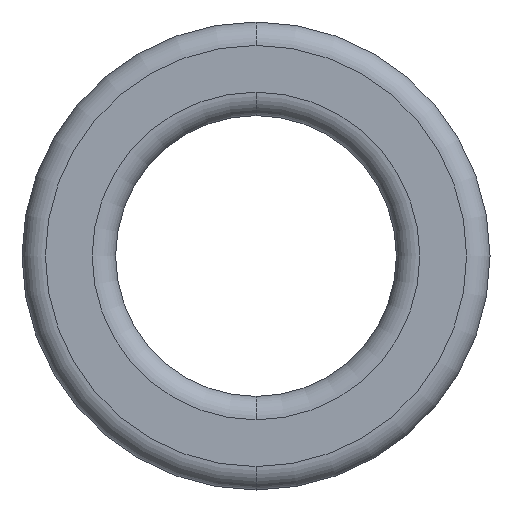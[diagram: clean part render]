
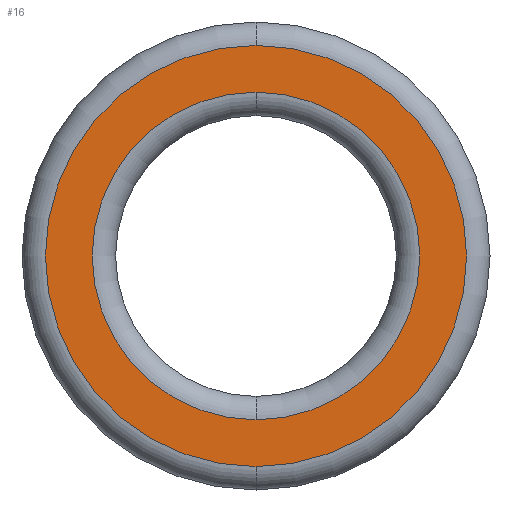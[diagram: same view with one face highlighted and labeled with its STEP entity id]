
A CAD part, front view. The second image highlights one B-rep face of the part: STEP entity #16.
In plain terms, the highlighted planar face has unit normal (0, -1, 0).
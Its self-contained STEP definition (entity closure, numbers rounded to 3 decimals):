
#3 = DIRECTION ( 'NONE',  ( 0., -1., 0. ) ) ;
#4 = DIRECTION ( 'NONE',  ( 0., 1., 0. ) ) ;
#6 = AXIS2_PLACEMENT_3D ( 'NONE', #157, #4, #93 ) ;
#8 = AXIS2_PLACEMENT_3D ( 'NONE', #383, #254, #178 ) ;
#16 = ADVANCED_FACE ( 'NONE', ( #34, #163 ), #380, .F. ) ;
#28 = EDGE_CURVE ( 'NONE', #146, #348, #100, .T. ) ;
#34 = FACE_BOUND ( 'NONE', #214, .T. ) ;
#43 = CARTESIAN_POINT ( 'NONE',  ( 0., 0., -4.5 ) ) ;
#59 = ORIENTED_EDGE ( 'NONE', *, *, #28, .T. ) ;
#62 = VERTEX_POINT ( 'NONE', #43 ) ;
#69 = ORIENTED_EDGE ( 'NONE', *, *, #171, .T. ) ;
#93 = DIRECTION ( 'NONE',  ( 0., 0., 1. ) ) ;
#96 = CARTESIAN_POINT ( 'NONE',  ( 0., 0., -3.5 ) ) ;
#100 = CIRCLE ( 'NONE', #389, 3.5 ) ;
#121 = ORIENTED_EDGE ( 'NONE', *, *, #337, .T. ) ;
#138 = DIRECTION ( 'NONE',  ( 0., 0., 1. ) ) ;
#146 = VERTEX_POINT ( 'NONE', #356 ) ;
#149 = ORIENTED_EDGE ( 'NONE', *, *, #336, .T. ) ;
#157 = CARTESIAN_POINT ( 'NONE',  ( 0., 0., 0. ) ) ;
#161 = CIRCLE ( 'NONE', #8, 3.5 ) ;
#163 = FACE_OUTER_BOUND ( 'NONE', #282, .T. ) ;
#171 = EDGE_CURVE ( 'NONE', #62, #338, #270, .T. ) ;
#178 = DIRECTION ( 'NONE',  ( 0., 0., 1. ) ) ;
#193 = CARTESIAN_POINT ( 'NONE',  ( 0., 0., 4.5 ) ) ;
#196 = DIRECTION ( 'NONE',  ( 0., -1., 0. ) ) ;
#214 = EDGE_LOOP ( 'NONE', ( #59, #149 ) ) ;
#227 = CIRCLE ( 'NONE', #230, 4.5 ) ;
#230 = AXIS2_PLACEMENT_3D ( 'NONE', #345, #3, #351 ) ;
#254 = DIRECTION ( 'NONE',  ( 0., 1., 0. ) ) ;
#270 = CIRCLE ( 'NONE', #404, 4.5 ) ;
#282 = EDGE_LOOP ( 'NONE', ( #121, #69 ) ) ;
#293 = DIRECTION ( 'NONE',  ( 0., 0., 1. ) ) ;
#296 = CARTESIAN_POINT ( 'NONE',  ( 0., 0., 0. ) ) ;
#336 = EDGE_CURVE ( 'NONE', #348, #146, #161, .T. ) ;
#337 = EDGE_CURVE ( 'NONE', #338, #62, #227, .T. ) ;
#338 = VERTEX_POINT ( 'NONE', #193 ) ;
#345 = CARTESIAN_POINT ( 'NONE',  ( 0., 0., 0. ) ) ;
#348 = VERTEX_POINT ( 'NONE', #96 ) ;
#351 = DIRECTION ( 'NONE',  ( 0., 0., 1. ) ) ;
#356 = CARTESIAN_POINT ( 'NONE',  ( 0., 0., 3.5 ) ) ;
#380 = PLANE ( 'NONE',  #6 ) ;
#383 = CARTESIAN_POINT ( 'NONE',  ( 0., 0., 0. ) ) ;
#387 = CARTESIAN_POINT ( 'NONE',  ( 0., 0., 0. ) ) ;
#389 = AXIS2_PLACEMENT_3D ( 'NONE', #296, #396, #138 ) ;
#396 = DIRECTION ( 'NONE',  ( 0., 1., 0. ) ) ;
#404 = AXIS2_PLACEMENT_3D ( 'NONE', #387, #196, #293 ) ;
